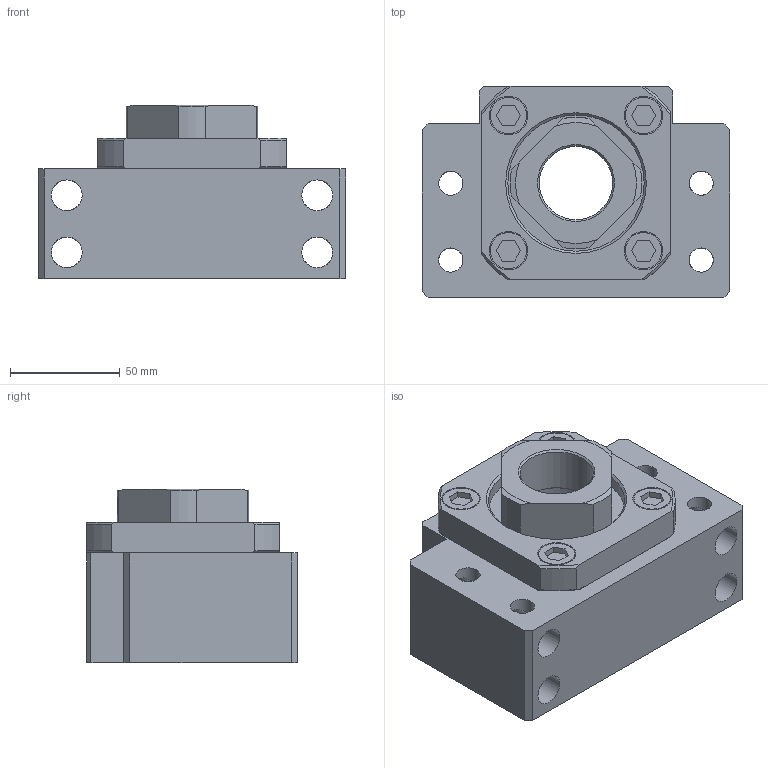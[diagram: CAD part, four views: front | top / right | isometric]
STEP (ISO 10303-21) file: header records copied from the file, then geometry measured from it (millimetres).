
FILE_DESCRIPTION( ( 'STEP AP203' ), ' ' );
FILE_NAME( 'BK_35Yes.stp', '2018-02-07T15:53:46', ( '' ), ( '' ), ' ', 'PARTsolutions', ' ' );
FILE_SCHEMA( ( 'CONFIG_CONTROL_DESIGN' ) );
Length unit declared in the file: millimetre
Products named in the file (3): BK 35Yes; _BK 35; _BK 35collar
Assembly tree (2 placements, depth 2):
  BK 35Yes
    _BK 35
    _BK 35collar
Bounding box: 140 x 96 x 79 mm (x, y, z)
Volume: 617291.5 mm3; surface area: 108553.9 mm2
Topology: 2 solids, 3 shells, 161 faces, 405 edges, 269 vertices
Faces by surface type: plane 93, cylinder 48, cone 19, torus 1
Full cylindrical faces by diameter (mm): 8 x2, 11 x12, 14 x4, 16.5 x4, 17.5 x4, 20 x4, 33.376 x1, 35 x2, 44.5 x2, 46 x1, 48 x1, 62 x2, 62.1 x1
Entity records: 6018 total; most frequent: CARTESIAN_POINT 2297, DIRECTION 714, ORIENTED_EDGE 672, EDGE_CURVE 336, AXIS2_PLACEMENT_3D 271, EDGE_LOOP 268, VERTEX_POINT 252, FACE_OUTER_BOUND 202
